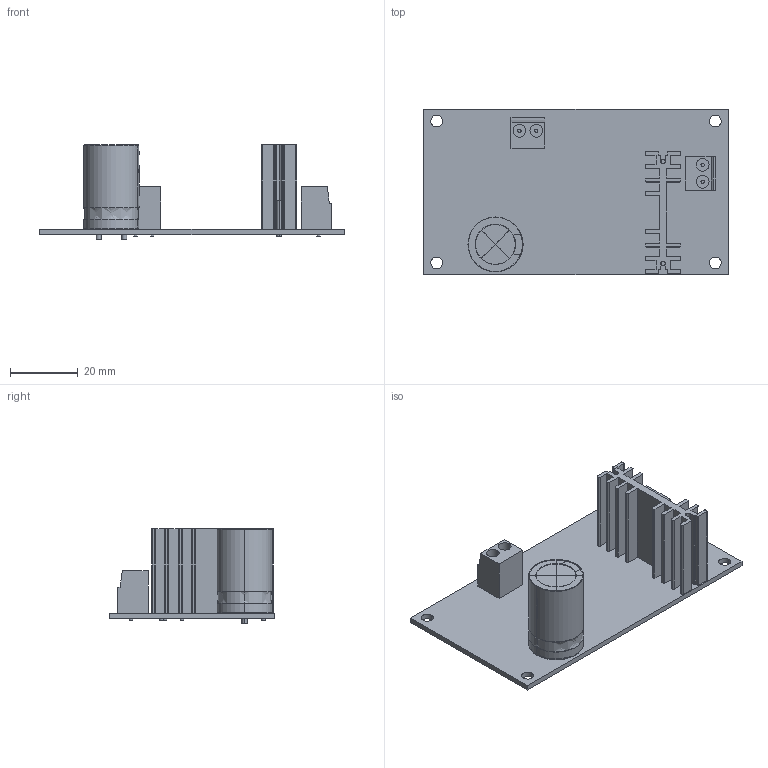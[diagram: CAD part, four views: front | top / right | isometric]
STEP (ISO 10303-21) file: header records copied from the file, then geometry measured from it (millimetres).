
FILE_DESCRIPTION (( 'STEP AP214' ), '1' );
FILE_NAME ('Power Supply 24V Open Frame.STEP', '2025-10-30T17:45:31', ( '' ), ( '' ), 'SwSTEP 2.0', 'SolidWorks 2024', '' );
FILE_SCHEMA (( 'AUTOMOTIVE_DESIGN' ));
Length unit declared in the file: millimetre
Products named in the file (1): Power Supply 24V Open Frame
Bounding box: 90 x 49 x 28.06 mm (x, y, z)
Volume: 14314.3 mm3; surface area: 23674.3 mm2
Topology: 20 solids, 20 shells, 394 faces, 978 edges, 638 vertices
Faces by surface type: plane 195, cylinder 151, torus 30, bspline 14, cone 4
Entity records: 18488 total; most frequent: CARTESIAN_POINT 4281, DIRECTION 2062, ORIENTED_EDGE 1956, EDGE_CURVE 978, AXIS2_PLACEMENT_3D 753, VERTEX_POINT 638, LINE 556, VECTOR 556
